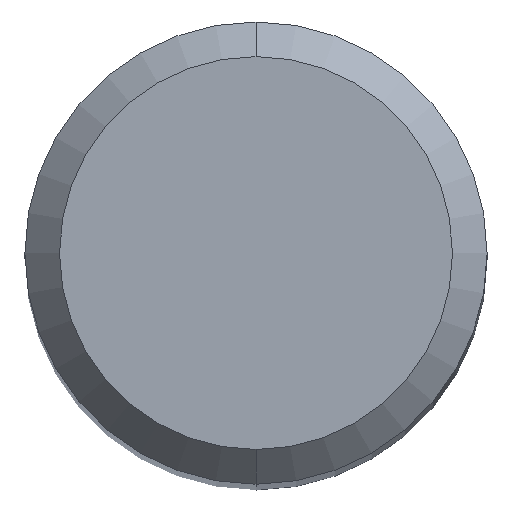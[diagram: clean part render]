
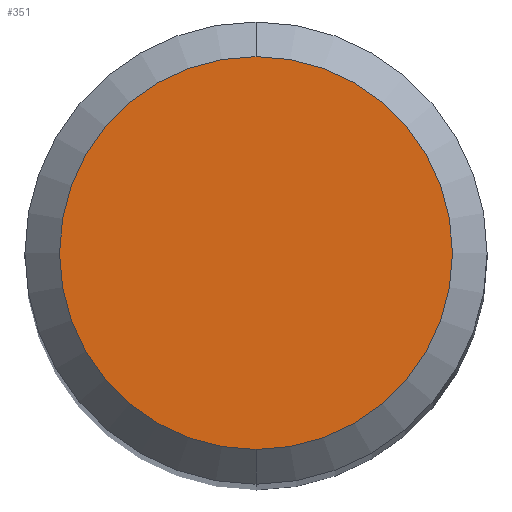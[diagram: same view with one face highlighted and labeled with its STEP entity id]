
A CAD part, top view. The second image highlights one B-rep face of the part: STEP entity #351.
In plain terms, the highlighted planar face has unit normal (0, 0, 1).
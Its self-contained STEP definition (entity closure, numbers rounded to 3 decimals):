
#291=EDGE_CURVE('',#327,#305,#656,.T.);
#305=VERTEX_POINT('',#671);
#327=VERTEX_POINT('',#696);
#351=ADVANCED_FACE('',(#724),#725,.T.);
#361=EDGE_CURVE('',#305,#327,#737,.T.);
#656=CIRCLE('',#1132,1.7);
#671=CARTESIAN_POINT('',(0.,-1.7,0.0));
#696=CARTESIAN_POINT('',(0.0,1.7,0.0));
#724=FACE_OUTER_BOUND('',#1280,.T.);
#725=PLANE('',#1281);
#737=CIRCLE('',#1296,1.7);
#1132=AXIS2_PLACEMENT_3D('',#1751,#1752,#1753);
#1280=EDGE_LOOP('',(#1837,#1838));
#1281=AXIS2_PLACEMENT_3D('',#1839,#1840,#1841);
#1296=AXIS2_PLACEMENT_3D('',#1851,#1852,#1853);
#1751=CARTESIAN_POINT('',(0.0,0.0,0.0));
#1752=DIRECTION('',(0.0,0.0,-1.0));
#1753=DIRECTION('',(0.0,1.0,0.0));
#1837=ORIENTED_EDGE('',*,*,#291,.F.);
#1838=ORIENTED_EDGE('',*,*,#361,.F.);
#1839=CARTESIAN_POINT('',(0.0,0.85,0.0));
#1840=DIRECTION('',(-0.0,0.0,1.0));
#1841=DIRECTION('',(0.0,-1.0,0.0));
#1851=CARTESIAN_POINT('',(0.0,0.0,0.0));
#1852=DIRECTION('',(0.0,0.0,-1.0));
#1853=DIRECTION('',(0.0,1.0,0.0));
